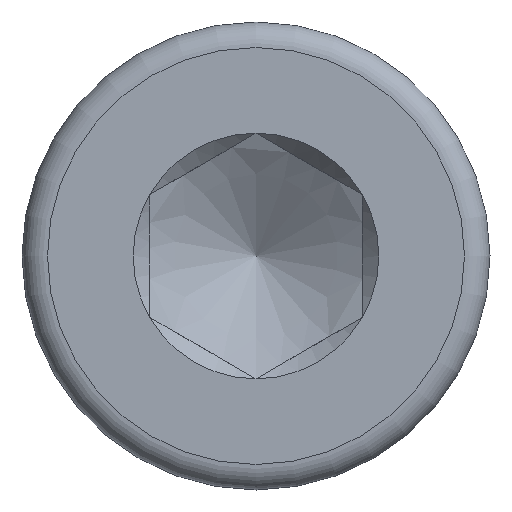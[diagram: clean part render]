
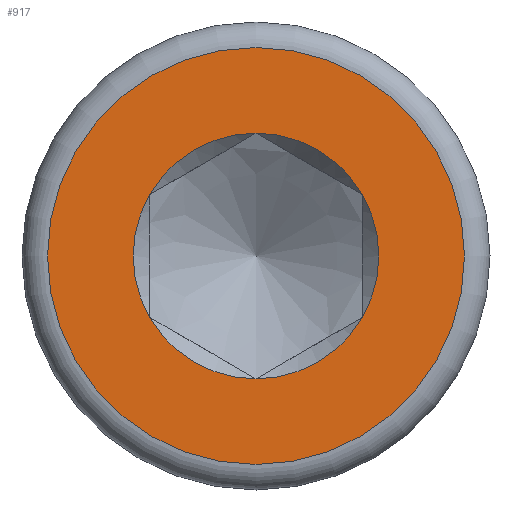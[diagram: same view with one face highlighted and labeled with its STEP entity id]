
A CAD part, left-side view. The second image highlights one B-rep face of the part: STEP entity #917.
In plain terms, the highlighted planar face has unit normal (-1, 0, 0).
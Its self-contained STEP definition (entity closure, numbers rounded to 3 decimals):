
#16=FACE_BOUND('',#154,.T.);
#47=PLANE('',#1002);
#96=FACE_OUTER_BOUND('',#153,.T.);
#153=EDGE_LOOP('',(#795));
#154=EDGE_LOOP('',(#796,#797,#798,#799,#800,#801));
#183=CIRCLE('',#1001,2.45);
#184=CIRCLE('',#1003,1.443);
#185=CIRCLE('',#1004,1.443);
#186=CIRCLE('',#1005,1.443);
#187=CIRCLE('',#1006,1.443);
#188=CIRCLE('',#1007,1.443);
#189=CIRCLE('',#1008,1.443);
#402=VERTEX_POINT('',#3462);
#403=VERTEX_POINT('',#3463);
#412=VERTEX_POINT('',#3499);
#413=VERTEX_POINT('',#3503);
#414=VERTEX_POINT('',#3505);
#415=VERTEX_POINT('',#3507);
#416=VERTEX_POINT('',#3509);
#540=EDGE_CURVE('',#412,#412,#183,.T.);
#541=EDGE_CURVE('',#403,#413,#184,.T.);
#542=EDGE_CURVE('',#413,#414,#185,.T.);
#543=EDGE_CURVE('',#414,#415,#186,.T.);
#544=EDGE_CURVE('',#415,#416,#187,.T.);
#545=EDGE_CURVE('',#416,#402,#188,.T.);
#546=EDGE_CURVE('',#402,#403,#189,.T.);
#795=ORIENTED_EDGE('',*,*,#540,.F.);
#796=ORIENTED_EDGE('',*,*,#541,.T.);
#797=ORIENTED_EDGE('',*,*,#542,.T.);
#798=ORIENTED_EDGE('',*,*,#543,.T.);
#799=ORIENTED_EDGE('',*,*,#544,.T.);
#800=ORIENTED_EDGE('',*,*,#545,.T.);
#801=ORIENTED_EDGE('',*,*,#546,.T.);
#917=ADVANCED_FACE('',(#96,#16),#47,.F.);
#1001=AXIS2_PLACEMENT_3D('',#3501,#1171,#1172);
#1002=AXIS2_PLACEMENT_3D('',#3502,#1173,#1174);
#1003=AXIS2_PLACEMENT_3D('',#3504,#1175,#1176);
#1004=AXIS2_PLACEMENT_3D('',#3506,#1177,#1178);
#1005=AXIS2_PLACEMENT_3D('',#3508,#1179,#1180);
#1006=AXIS2_PLACEMENT_3D('',#3510,#1181,#1182);
#1007=AXIS2_PLACEMENT_3D('',#3511,#1183,#1184);
#1008=AXIS2_PLACEMENT_3D('',#3512,#1185,#1186);
#1171=DIRECTION('center_axis',(1.,0.,0.));
#1172=DIRECTION('ref_axis',(0.,0.,-1.));
#1173=DIRECTION('center_axis',(1.,0.,0.));
#1174=DIRECTION('ref_axis',(0.,0.,-1.));
#1175=DIRECTION('center_axis',(1.,0.,0.));
#1176=DIRECTION('ref_axis',(0.,0.,-1.));
#1177=DIRECTION('center_axis',(1.,0.,0.));
#1178=DIRECTION('ref_axis',(0.,0.,-1.));
#1179=DIRECTION('center_axis',(1.,0.,0.));
#1180=DIRECTION('ref_axis',(0.,0.,-1.));
#1181=DIRECTION('center_axis',(1.,0.,0.));
#1182=DIRECTION('ref_axis',(0.,0.,-1.));
#1183=DIRECTION('center_axis',(1.,0.,0.));
#1184=DIRECTION('ref_axis',(0.,0.,-1.));
#1185=DIRECTION('center_axis',(1.,0.,0.));
#1186=DIRECTION('ref_axis',(0.,0.,-1.));
#3462=CARTESIAN_POINT('',(-3.,0.,1.443));
#3463=CARTESIAN_POINT('',(-3.,-1.25,0.722));
#3499=CARTESIAN_POINT('',(-3.,0.,2.45));
#3501=CARTESIAN_POINT('Origin',(-3.,0.,0.));
#3502=CARTESIAN_POINT('Origin',(-3.,1.443,0.));
#3503=CARTESIAN_POINT('',(-3.,-1.25,-0.722));
#3504=CARTESIAN_POINT('Origin',(-3.,0.,0.));
#3505=CARTESIAN_POINT('',(-3.,0.,-1.443));
#3506=CARTESIAN_POINT('Origin',(-3.,0.,0.));
#3507=CARTESIAN_POINT('',(-3.,1.25,-0.722));
#3508=CARTESIAN_POINT('Origin',(-3.,0.,0.));
#3509=CARTESIAN_POINT('',(-3.,1.25,0.722));
#3510=CARTESIAN_POINT('Origin',(-3.,0.,0.));
#3511=CARTESIAN_POINT('Origin',(-3.,0.,0.));
#3512=CARTESIAN_POINT('Origin',(-3.,0.,0.));
